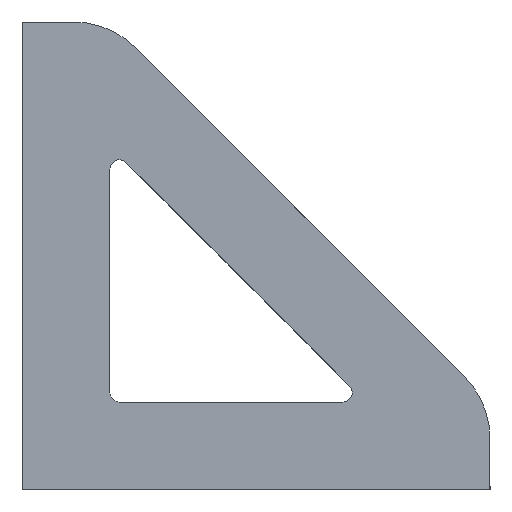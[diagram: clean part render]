
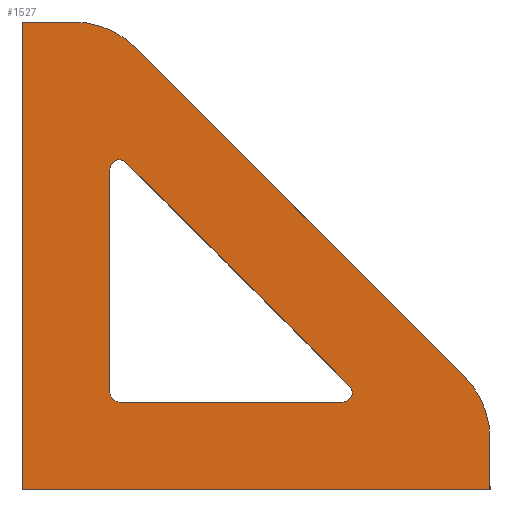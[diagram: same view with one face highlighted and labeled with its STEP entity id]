
A CAD part, left-side view. The second image highlights one B-rep face of the part: STEP entity #1527.
In plain terms, the highlighted planar face has unit normal (-1, 0, 0).
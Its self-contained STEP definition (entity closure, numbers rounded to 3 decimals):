
#1047=CARTESIAN_POINT('',(-0.938,-0.208,0.188));
#1048=VERTEX_POINT('',#1047);
#1055=CARTESIAN_POINT('',(-0.938,-0.686,0.188));
#1056=VERTEX_POINT('',#1055);
#1057=CARTESIAN_POINT('',(-0.938,-0.208,0.188));
#1058=DIRECTION('',(0.0,-1.0,0.0));
#1059=VECTOR('',#1058,0.478);
#1060=LINE('',#1057,#1059);
#1061=EDGE_CURVE('',#1048,#1056,#1060,.T.);
#1187=CARTESIAN_POINT('',(-0.938,0.,1.0));
#1188=VERTEX_POINT('',#1187);
#1195=CARTESIAN_POINT('',(-0.938,-0.11,1.0));
#1196=VERTEX_POINT('',#1195);
#1197=CARTESIAN_POINT('',(-0.938,0.,1.0));
#1198=DIRECTION('',(0.0,-1.0,0.0));
#1199=VECTOR('',#1198,0.11);
#1200=LINE('',#1197,#1199);
#1201=EDGE_CURVE('',#1188,#1196,#1200,.T.);
#1218=CARTESIAN_POINT('',(-0.938,0.,0.));
#1219=VERTEX_POINT('',#1218);
#1226=CARTESIAN_POINT('',(-0.938,0.,0.));
#1227=DIRECTION('',(0.0,0.0,1.0));
#1228=VECTOR('',#1227,1.0);
#1229=LINE('',#1226,#1228);
#1230=EDGE_CURVE('',#1219,#1188,#1229,.T.);
#1250=CARTESIAN_POINT('',(-0.938,-1.0,0.0));
#1251=VERTEX_POINT('',#1250);
#1258=CARTESIAN_POINT('',(-0.938,-1.0,0.));
#1259=DIRECTION('',(0.0,1.0,0.0));
#1260=VECTOR('',#1259,1.0);
#1261=LINE('',#1258,#1260);
#1262=EDGE_CURVE('',#1251,#1219,#1261,.T.);
#1282=CARTESIAN_POINT('',(-0.938,-1.,0.11));
#1283=VERTEX_POINT('',#1282);
#1290=CARTESIAN_POINT('',(-0.938,-1.0,0.11));
#1291=DIRECTION('',(0.0,0.0,-1.0));
#1292=VECTOR('',#1291,0.11);
#1293=LINE('',#1290,#1292);
#1294=EDGE_CURVE('',#1283,#1251,#1293,.T.);
#1306=CARTESIAN_POINT('',(-0.938,-0.945,0.243));
#1307=VERTEX_POINT('',#1306);
#1314=CARTESIAN_POINT('',(-0.938,-0.812,0.11));
#1315=DIRECTION('',(1.0,0.0,0.0));
#1316=DIRECTION('',(0.0,0.0,1.0));
#1317=AXIS2_PLACEMENT_3D('',#1314,#1315,#1316);
#1318=CIRCLE('',#1317,0.188);
#1319=EDGE_CURVE('',#1307,#1283,#1318,.T.);
#1331=CARTESIAN_POINT('',(-0.938,-0.243,0.945));
#1332=VERTEX_POINT('',#1331);
#1339=CARTESIAN_POINT('',(-0.938,-0.243,0.945));
#1340=DIRECTION('',(0.,-0.707,-0.707));
#1341=VECTOR('',#1340,0.993);
#1342=LINE('',#1339,#1341);
#1343=EDGE_CURVE('',#1332,#1307,#1342,.T.);
#1364=CARTESIAN_POINT('',(-0.938,-0.11,0.812));
#1365=DIRECTION('',(1.0,0.0,0.0));
#1366=DIRECTION('',(0.0,0.0,1.0));
#1367=AXIS2_PLACEMENT_3D('',#1364,#1365,#1366);
#1368=CIRCLE('',#1367,0.188);
#1369=EDGE_CURVE('',#1196,#1332,#1368,.T.);
#1382=CARTESIAN_POINT('',(-0.938,-0.7,0.222));
#1383=VERTEX_POINT('',#1382);
#1390=CARTESIAN_POINT('',(-0.938,-0.222,0.7));
#1391=VERTEX_POINT('',#1390);
#1392=CARTESIAN_POINT('',(-0.938,-0.7,0.222));
#1393=DIRECTION('',(0.,0.707,0.707));
#1394=VECTOR('',#1393,0.676);
#1395=LINE('',#1392,#1394);
#1396=EDGE_CURVE('',#1383,#1391,#1395,.T.);
#1415=CARTESIAN_POINT('',(-0.938,-0.686,0.208));
#1416=DIRECTION('',(-1.0,0.0,0.0));
#1417=DIRECTION('',(0.0,0.0,1.0));
#1418=AXIS2_PLACEMENT_3D('',#1415,#1416,#1417);
#1419=CIRCLE('',#1418,0.02);
#1420=EDGE_CURVE('',#1056,#1383,#1419,.T.);
#1431=CARTESIAN_POINT('',(-0.938,-0.188,0.208));
#1432=VERTEX_POINT('',#1431);
#1439=CARTESIAN_POINT('',(-0.938,-0.208,0.208));
#1440=DIRECTION('',(-1.0,0.0,0.0));
#1441=DIRECTION('',(0.0,0.0,1.0));
#1442=AXIS2_PLACEMENT_3D('',#1439,#1440,#1441);
#1443=CIRCLE('',#1442,0.02);
#1444=EDGE_CURVE('',#1432,#1048,#1443,.T.);
#1456=CARTESIAN_POINT('',(-0.938,-0.188,0.686));
#1457=VERTEX_POINT('',#1456);
#1464=CARTESIAN_POINT('',(-0.938,-0.188,0.686));
#1465=DIRECTION('',(0.0,0.0,-1.0));
#1466=VECTOR('',#1465,0.478);
#1467=LINE('',#1464,#1466);
#1468=EDGE_CURVE('',#1457,#1432,#1467,.T.);
#1494=CARTESIAN_POINT('',(-0.938,-0.208,0.686));
#1495=DIRECTION('',(-1.0,0.0,0.0));
#1496=DIRECTION('',(0.0,0.0,1.0));
#1497=AXIS2_PLACEMENT_3D('',#1494,#1495,#1496);
#1498=CIRCLE('',#1497,0.02);
#1499=EDGE_CURVE('',#1391,#1457,#1498,.T.);
#1505=CARTESIAN_POINT('',(-0.938,-0.431,0.431));
#1506=DIRECTION('',(1.0,0.0,0.0));
#1507=DIRECTION('',(0.0,1.0,0.0));
#1508=AXIS2_PLACEMENT_3D('',#1505,#1506,#1507);
#1509=PLANE('',#1508);
#1510=ORIENTED_EDGE('',*,*,#1369,.F.);
#1511=ORIENTED_EDGE('',*,*,#1201,.F.);
#1512=ORIENTED_EDGE('',*,*,#1230,.F.);
#1513=ORIENTED_EDGE('',*,*,#1262,.F.);
#1514=ORIENTED_EDGE('',*,*,#1294,.F.);
#1515=ORIENTED_EDGE('',*,*,#1319,.F.);
#1516=ORIENTED_EDGE('',*,*,#1343,.F.);
#1517=EDGE_LOOP('',(#1510,#1511,#1512,#1513,#1514,#1515,#1516));
#1518=FACE_OUTER_BOUND('',#1517,.T.);
#1519=ORIENTED_EDGE('',*,*,#1499,.F.);
#1520=ORIENTED_EDGE('',*,*,#1396,.F.);
#1521=ORIENTED_EDGE('',*,*,#1420,.F.);
#1522=ORIENTED_EDGE('',*,*,#1061,.F.);
#1523=ORIENTED_EDGE('',*,*,#1444,.F.);
#1524=ORIENTED_EDGE('',*,*,#1468,.F.);
#1525=EDGE_LOOP('',(#1519,#1520,#1521,#1522,#1523,#1524));
#1526=FACE_BOUND('',#1525,.T.);
#1527=ADVANCED_FACE('',(#1518,#1526),#1509,.F.);
